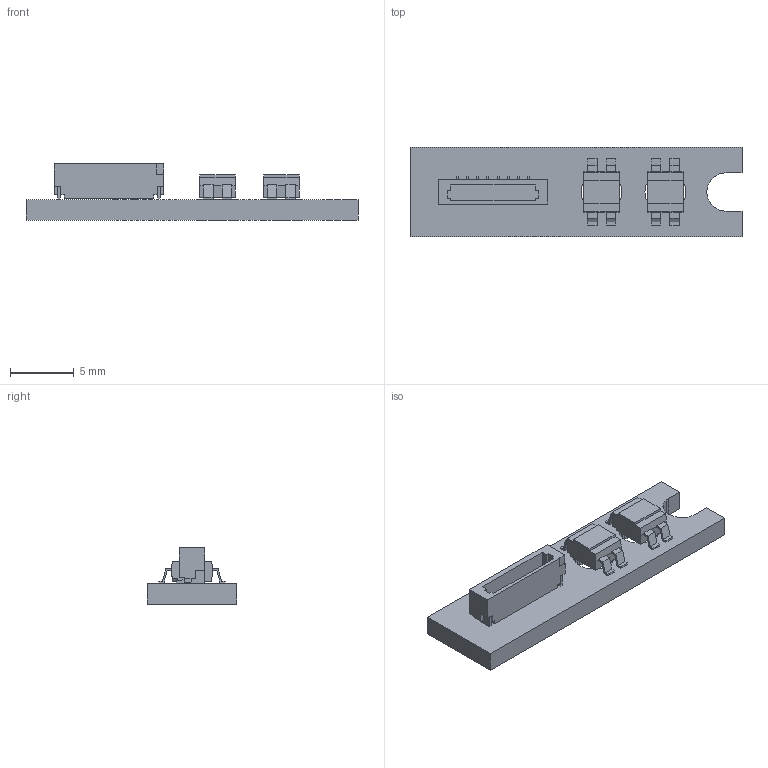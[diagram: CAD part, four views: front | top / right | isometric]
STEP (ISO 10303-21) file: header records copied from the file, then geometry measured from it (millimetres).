
FILE_DESCRIPTION(('KiCad electronic assembly'),'2;1');
FILE_NAME('bracket-led.step','2023-03-28T09:44:43',('Pcbnew'),('Kicad'), 'Open CASCADE STEP processor 7.6','KiCad to STEP converter','Unknown' );
FILE_SCHEMA(('AUTOMOTIVE_DESIGN { 1 0 10303 214 1 1 1 1 }'));
Length unit declared in the file: millimetre
Products named in the file (6): bracket-led 1; XZxxxxxx45S-9; SOLID; BM08B-SURS-TF; PCB
Assembly tree (6 placements, depth 3):
  bracket-led 1
    XZxxxxxx45S-9  x2
      SOLID
    BM08B-SURS-TF
      SOLID
    PCB
Bounding box: 26 x 7 x 4.4 mm (x, y, z)
Volume: 308.7 mm3; surface area: 694.7 mm2
Topology: 4 solids, 4 shells, 322 faces, 907 edges, 604 vertices
Faces by surface type: plane 318, cone 4
Entity records: 18492 total; most frequent: CARTESIAN_POINT 3051, DIRECTION 2827, LINE 2263, VECTOR 2263, ORIENTED_EDGE 1514, PCURVE 1514, DEFINITIONAL_REPRESENTATION 1514, EDGE_CURVE 757
